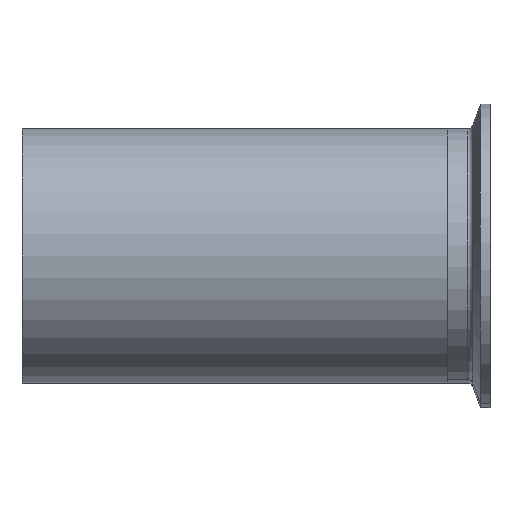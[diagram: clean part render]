
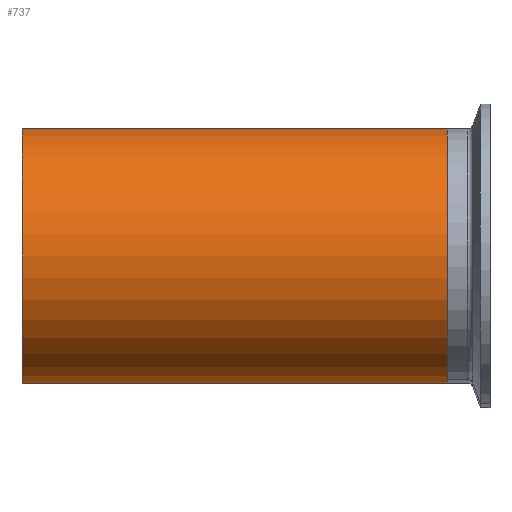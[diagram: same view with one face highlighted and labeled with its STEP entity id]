
A CAD part, front view. The second image highlights one B-rep face of the part: STEP entity #737.
In plain terms, the highlighted cylindrical face has radius 38.1 mm (diameter 76.2 mm), a partial arc.
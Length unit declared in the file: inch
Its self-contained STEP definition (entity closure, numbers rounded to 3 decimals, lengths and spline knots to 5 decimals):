
#3 = LINE ( 'NONE', #1354, #1062 ) ;
#31 = CARTESIAN_POINT ( 'NONE',  ( -3.37402, 0., 0. ) ) ;
#62 = CARTESIAN_POINT ( 'NONE',  ( 1.62598, 0., -1.5 ) ) ;
#77 = ORIENTED_EDGE ( 'NONE', *, *, #485, .F. ) ;
#90 = CARTESIAN_POINT ( 'NONE',  ( 1.62598, 0., 1.5 ) ) ;
#99 = LINE ( 'NONE', #594, #588 ) ;
#144 = FACE_OUTER_BOUND ( 'NONE', #701, .T. ) ;
#193 = CARTESIAN_POINT ( 'NONE',  ( 0., 0., -1.5 ) ) ;
#197 = DIRECTION ( 'NONE',  ( 0., 0., 1. ) ) ;
#250 = EDGE_CURVE ( 'NONE', #1569, #1158, #935, .T. ) ;
#274 = VECTOR ( 'NONE', #874, 39.37008 ) ;
#317 = VERTEX_POINT ( 'NONE', #90 ) ;
#319 = ORIENTED_EDGE ( 'NONE', *, *, #322, .T. ) ;
#322 = EDGE_CURVE ( 'NONE', #371, #1158, #99, .T. ) ;
#342 = EDGE_CURVE ( 'NONE', #317, #371, #3, .T. ) ;
#360 = DIRECTION ( 'NONE',  ( 0., 0., -1. ) ) ;
#371 = VERTEX_POINT ( 'NONE', #853 ) ;
#485 = EDGE_CURVE ( 'NONE', #1374, #1569, #1605, .T. ) ;
#564 = ORIENTED_EDGE ( 'NONE', *, *, #1554, .F. ) ;
#567 = ORIENTED_EDGE ( 'NONE', *, *, #342, .T. ) ;
#587 = ORIENTED_EDGE ( 'NONE', *, *, #1391, .F. ) ;
#588 = VECTOR ( 'NONE', #982, 39.37008 ) ;
#594 = CARTESIAN_POINT ( 'NONE',  ( 1.62598, 0., 1.5 ) ) ;
#643 = DIRECTION ( 'NONE',  ( 0., 0., 1. ) ) ;
#701 = EDGE_LOOP ( 'NONE', ( #587, #564, #567, #319, #1302, #77 ) ) ;
#713 = DIRECTION ( 'NONE',  ( 1., 0., 0. ) ) ;
#731 = LINE ( 'NONE', #805, #1101 ) ;
#737 = ADVANCED_FACE ( 'NONE', ( #144 ), #1097, .T. ) ;
#748 = CARTESIAN_POINT ( 'NONE',  ( -3.37402, 0., 1.5 ) ) ;
#805 = CARTESIAN_POINT ( 'NONE',  ( 1.62598, 0., -1.5 ) ) ;
#853 = CARTESIAN_POINT ( 'NONE',  ( 0., 0., 1.5 ) ) ;
#859 = DIRECTION ( 'NONE',  ( -1., 0., 0. ) ) ;
#874 = DIRECTION ( 'NONE',  ( -1., 0., 0. ) ) ;
#904 = CARTESIAN_POINT ( 'NONE',  ( 1.62598, 0., 0. ) ) ;
#935 = CIRCLE ( 'NONE', #1299, 1.5 ) ;
#968 = CARTESIAN_POINT ( 'NONE',  ( -3.37402, 0., -1.5 ) ) ;
#982 = DIRECTION ( 'NONE',  ( -1., 0., 0. ) ) ;
#1062 = VECTOR ( 'NONE', #859, 39.37008 ) ;
#1097 = CYLINDRICAL_SURFACE ( 'NONE', #1365, 1.5 ) ;
#1101 = VECTOR ( 'NONE', #1429, 39.37008 ) ;
#1133 = CARTESIAN_POINT ( 'NONE',  ( 1.62598, 0., -1.5 ) ) ;
#1158 = VERTEX_POINT ( 'NONE', #748 ) ;
#1268 = AXIS2_PLACEMENT_3D ( 'NONE', #1363, #713, #360 ) ;
#1299 = AXIS2_PLACEMENT_3D ( 'NONE', #31, #1403, #197 ) ;
#1302 = ORIENTED_EDGE ( 'NONE', *, *, #250, .F. ) ;
#1354 = CARTESIAN_POINT ( 'NONE',  ( 1.62598, 0., 1.5 ) ) ;
#1363 = CARTESIAN_POINT ( 'NONE',  ( 1.62598, 0., 0. ) ) ;
#1365 = AXIS2_PLACEMENT_3D ( 'NONE', #904, #1396, #643 ) ;
#1374 = VERTEX_POINT ( 'NONE', #193 ) ;
#1391 = EDGE_CURVE ( 'NONE', #1464, #1374, #731, .T. ) ;
#1396 = DIRECTION ( 'NONE',  ( -1., 0., 0. ) ) ;
#1403 = DIRECTION ( 'NONE',  ( -1., 0., 0. ) ) ;
#1429 = DIRECTION ( 'NONE',  ( -1., 0., 0. ) ) ;
#1464 = VERTEX_POINT ( 'NONE', #62 ) ;
#1554 = EDGE_CURVE ( 'NONE', #317, #1464, #1576, .T. ) ;
#1569 = VERTEX_POINT ( 'NONE', #968 ) ;
#1576 = CIRCLE ( 'NONE', #1268, 1.5 ) ;
#1605 = LINE ( 'NONE', #1133, #274 ) ;
